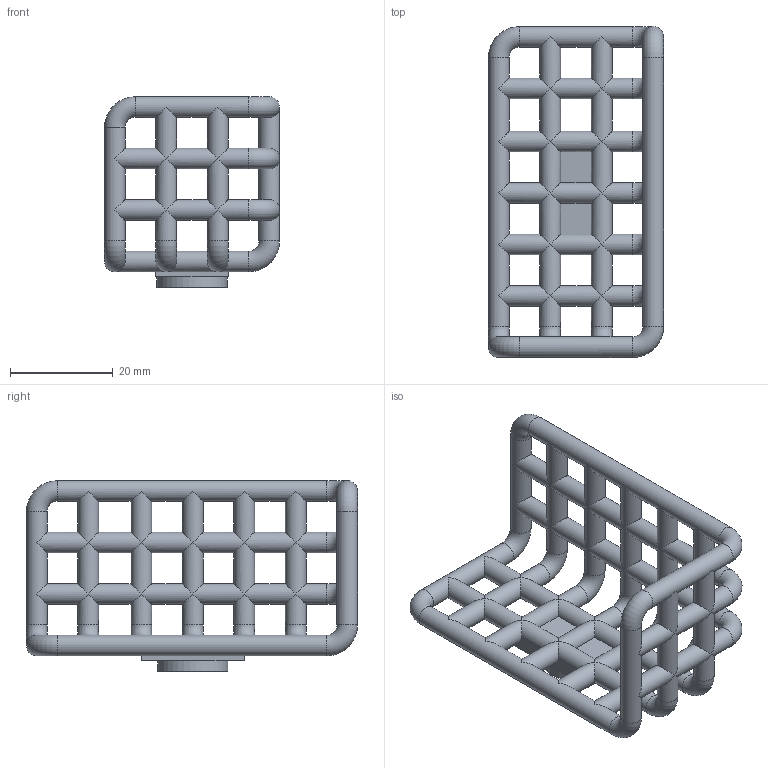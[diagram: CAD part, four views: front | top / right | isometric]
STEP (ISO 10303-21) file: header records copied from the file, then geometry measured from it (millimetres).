
FILE_DESCRIPTION(/* description */ (''),/* implementation_level */ '2;1');
FILE_NAME(/* name */ '375331f3-4ba5-4de4-ae92-28bc36f47b32.stp',/* time_stamp */ '2017-12-08T17:05:04+00:00',/* author */ (''),/* organization */ (''),/* preprocessor_version */ 'ST-DEVELOPER v16.13',/* originating_system */ 'Autodesk Translation Framework v6.5.0.72',/* authorisation */ '');
FILE_SCHEMA (('AUTOMOTIVE_DESIGN { 1 0 10303 214 3 1 1 }'));
Length unit declared in the file: millimetre
Products named in the file (2): Battery Basket; Battery Basket_1
Assembly tree (1 placements, depth 2):
  Battery Basket
    Battery Basket_1
Bounding box: 34 x 64.31 x 37 mm (x, y, z)
Volume: 10393.7 mm3; surface area: 9183.6 mm2
Topology: 1 solids, 1 shells, 98 faces, 385 edges, 237 vertices
Faces by surface type: cylinder 73, torus 15, plane 10
Full cylindrical faces by diameter (mm): 4 x61, 13.7 x1
Entity records: 4440 total; most frequent: DIRECTION 868, CARTESIAN_POINT 837, ORIENTED_EDGE 770, EDGE_CURVE 385, AXIS2_PLACEMENT_3D 384, VERTEX_POINT 237, ELLIPSE 200, EDGE_LOOP 111
